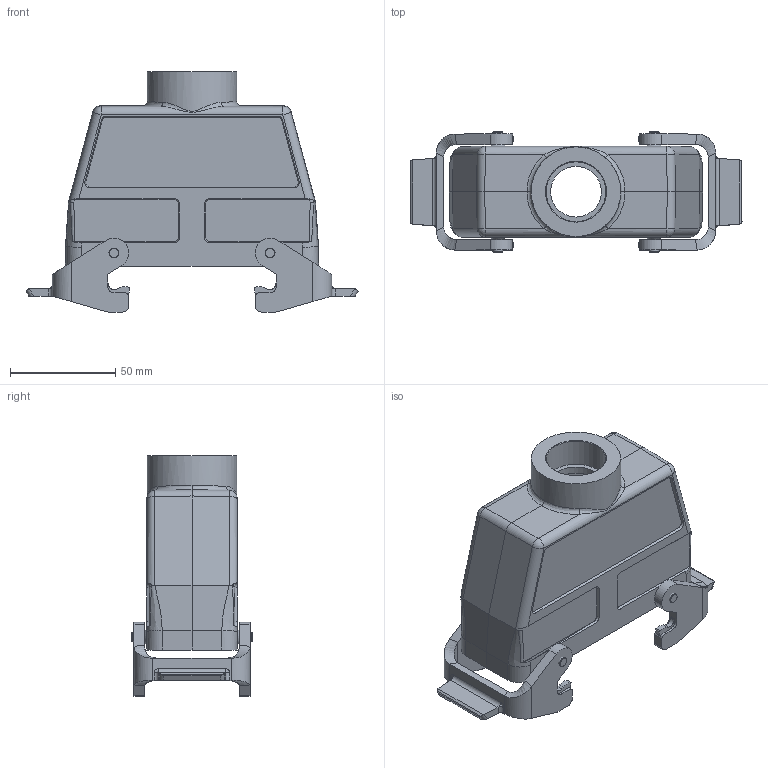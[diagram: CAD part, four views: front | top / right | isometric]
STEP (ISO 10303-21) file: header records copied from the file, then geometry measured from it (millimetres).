
FILE_DESCRIPTION(/* description */ (''),/* implementation_level */ '2;1');
FILE_NAME(/* name */ '100724793ugm000_b.stp',/* time_stamp */ '2019-08-01T07:59:49+02:00',/* author */ (''),/* organization */ (''),/* preprocessor_version */ 'ST-DEVELOPER v16.7',/* originating_system */ 'SIEMENS PLM Software NX 12.0',/* authorisation */ '');
FILE_SCHEMA (('AUTOMOTIVE_DESIGN { 1 0 10303 214 3 1 1 1 }'));
Length unit declared in the file: millimetre
Products named in the file (1): 100724793ugm000_b
Bounding box: 157.4 x 57.2 x 113.8 mm (x, y, z)
Volume: 111869.2 mm3; surface area: 68044.2 mm2
Topology: 3 solids, 3 shells, 475 faces, 1237 edges, 788 vertices
Faces by surface type: plane 258, cylinder 122, cone 45, bspline 42, sphere 8
Full cylindrical faces by diameter (mm): 3 x4, 24 x1, 28.3 x1, 32 x1, 42.5 x1
Entity records: 17566 total; most frequent: CARTESIAN_POINT 4740, ORIENTED_EDGE 2390, DIRECTION 2285, EDGE_CURVE 1195, VERTEX_POINT 779, LINE 767, VECTOR 767, AXIS2_PLACEMENT_3D 759
